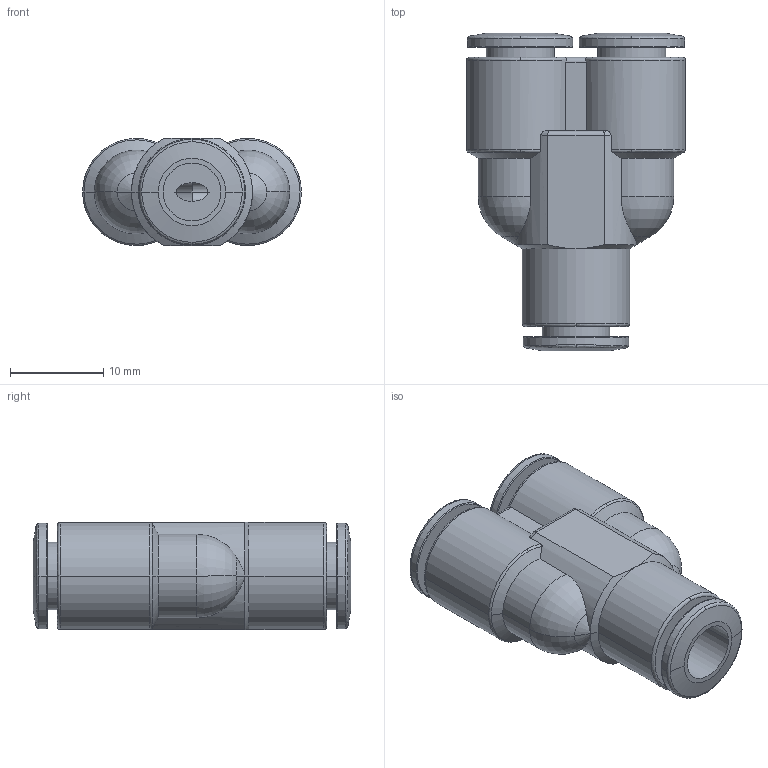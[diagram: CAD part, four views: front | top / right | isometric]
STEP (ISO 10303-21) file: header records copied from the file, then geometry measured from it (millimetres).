
FILE_DESCRIPTION (( 'STEP AP203' ), '1' );
FILE_NAME ('UY6M-B.step', '2024-06-20T14:22:15', ( '' ), ( '' ), 'SwSTEP 2.0', 'SolidWorks 2023', '' );
FILE_SCHEMA (( 'CONFIG_CONTROL_DESIGN' ));
Length unit declared in the file: inch
Products named in the file (1): UY6M-B
Bounding box: 23.5 x 34.09 x 11.5 mm (x, y, z)
Volume: 4085.8 mm3; surface area: 3345.6 mm2
Topology: 1 solids, 1 shells, 107 faces, 277 edges, 180 vertices
Faces by surface type: cylinder 39, bspline 28, plane 21, cone 15, torus 4
Entity records: 4399 total; most frequent: CARTESIAN_POINT 1814, ORIENTED_EDGE 554, DIRECTION 516, EDGE_CURVE 277, AXIS2_PLACEMENT_3D 224, VERTEX_POINT 180, CIRCLE 144, EDGE_LOOP 119
